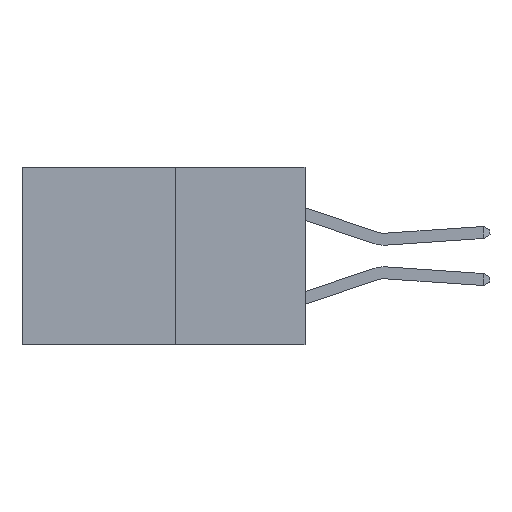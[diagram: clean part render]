
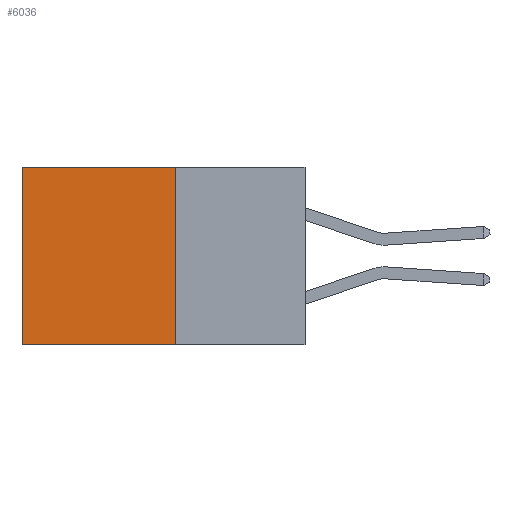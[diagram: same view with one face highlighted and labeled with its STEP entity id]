
A CAD part, left-side view. The second image highlights one B-rep face of the part: STEP entity #6036.
In plain terms, the highlighted planar face has unit normal (-1, 0, 0).
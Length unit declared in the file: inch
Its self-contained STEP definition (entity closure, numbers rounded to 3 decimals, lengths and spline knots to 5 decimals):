
#633 = ORIENTED_EDGE ( 'NONE', *, *, #9001, .T. ) ;
#1194 = DIRECTION ( 'NONE',  ( 0., 1., 0. ) ) ;
#1391 = PLANE ( 'NONE',  #7677 ) ;
#1408 = DIRECTION ( 'NONE',  ( 0., 0., -1. ) ) ;
#1442 = VECTOR ( 'NONE', #9022, 39.37008 ) ;
#1471 = DIRECTION ( 'NONE',  ( 1., 0., 0. ) ) ;
#1643 = LINE ( 'NONE', #8489, #5910 ) ;
#1653 = VECTOR ( 'NONE', #1194, 39.37008 ) ;
#2309 = VERTEX_POINT ( 'NONE', #6901 ) ;
#2467 = VERTEX_POINT ( 'NONE', #8736 ) ;
#2648 = CARTESIAN_POINT ( 'NONE',  ( 0.277, 0.27, 0. ) ) ;
#3514 = CARTESIAN_POINT ( 'NONE',  ( 0.277, 0.27, -0.37 ) ) ;
#3591 = DIRECTION ( 'NONE',  ( 0., 0., -1. ) ) ;
#3650 = EDGE_CURVE ( 'NONE', #8037, #2467, #8059, .T. ) ;
#3679 = ORIENTED_EDGE ( 'NONE', *, *, #3650, .F. ) ;
#4155 = CARTESIAN_POINT ( 'NONE',  ( 0.277, 0.27, 0. ) ) ;
#4420 = CARTESIAN_POINT ( 'NONE',  ( 0.277, 0.27, -0.37 ) ) ;
#5910 = VECTOR ( 'NONE', #3591, 39.37008 ) ;
#6036 = ADVANCED_FACE ( 'NONE', ( #7453 ), #1391, .F. ) ;
#6279 = VECTOR ( 'NONE', #8212, 39.37008 ) ;
#6481 = LINE ( 'NONE', #4155, #1653 ) ;
#6661 = VERTEX_POINT ( 'NONE', #2648 ) ;
#6882 = EDGE_CURVE ( 'NONE', #6661, #2309, #6481, .T. ) ;
#6901 = CARTESIAN_POINT ( 'NONE',  ( 0.277, 0.59, 0. ) ) ;
#7348 = EDGE_CURVE ( 'NONE', #6661, #8037, #1643, .T. ) ;
#7453 = FACE_OUTER_BOUND ( 'NONE', #8464, .T. ) ;
#7677 = AXIS2_PLACEMENT_3D ( 'NONE', #9841, #1471, #1408 ) ;
#8037 = VERTEX_POINT ( 'NONE', #3514 ) ;
#8059 = LINE ( 'NONE', #4420, #1442 ) ;
#8212 = DIRECTION ( 'NONE',  ( 0., 0., -1. ) ) ;
#8464 = EDGE_LOOP ( 'NONE', ( #633, #3679, #10567, #11057 ) ) ;
#8489 = CARTESIAN_POINT ( 'NONE',  ( 0.277, 0.27, -0.37 ) ) ;
#8647 = LINE ( 'NONE', #9086, #6279 ) ;
#8736 = CARTESIAN_POINT ( 'NONE',  ( 0.277, 0.59, -0.37 ) ) ;
#9001 = EDGE_CURVE ( 'NONE', #2309, #2467, #8647, .T. ) ;
#9022 = DIRECTION ( 'NONE',  ( 0., 1., 0. ) ) ;
#9086 = CARTESIAN_POINT ( 'NONE',  ( 0.277, 0.59, -0.37 ) ) ;
#9841 = CARTESIAN_POINT ( 'NONE',  ( 0.277, 0.27, -0.37 ) ) ;
#10567 = ORIENTED_EDGE ( 'NONE', *, *, #7348, .F. ) ;
#11057 = ORIENTED_EDGE ( 'NONE', *, *, #6882, .T. ) ;
